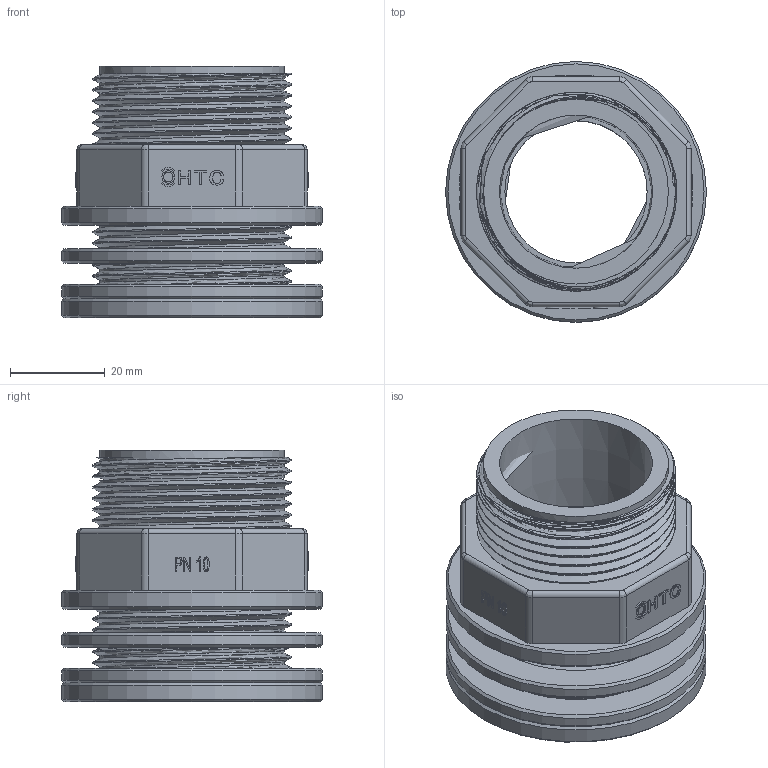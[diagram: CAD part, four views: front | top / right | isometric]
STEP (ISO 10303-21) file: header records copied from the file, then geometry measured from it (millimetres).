
FILE_DESCRIPTION(/* description */ (''),/* implementation_level */ '2;1');
FILE_NAME(/* name */ '圆底水箱接头32.stp',/* time_stamp */ '2025-09-27T08:37:51+08:00',/* author */ (''),/* organization */ (''),/* preprocessor_version */ 'ST-DEVELOPER v16.7',/* originating_system */ 'SIEMENS PLM Software NX 12.0',/* authorisation */ '');
FILE_SCHEMA (('AUTOMOTIVE_DESIGN { 1 0 10303 214 3 1 1 1 }'));
Length unit declared in the file: millimetre
Products named in the file (1): Admi06C0A70380ir
Bounding box: 55 x 55 x 53 mm (x, y, z)
Volume: 50762.4 mm3; surface area: 34103.3 mm2
Topology: 4 solids, 4 shells, 322 faces, 832 edges, 549 vertices
Faces by surface type: plane 163, cylinder 71, extrusion 67, bspline 12, cone 9
Full cylindrical faces by diameter (mm): 2.008 x1, 2.678 x1, 30 x1, 38.952 x19, 41.91 x20, 42.5 x2, 55 x4
Entity records: 15554 total; most frequent: CARTESIAN_POINT 9430, ORIENTED_EDGE 1378, DIRECTION 909, EDGE_CURVE 689, VERTEX_POINT 464, B_SPLINE_CURVE_WITH_KNOTS 412, EDGE_LOOP 343, VECTOR 325
